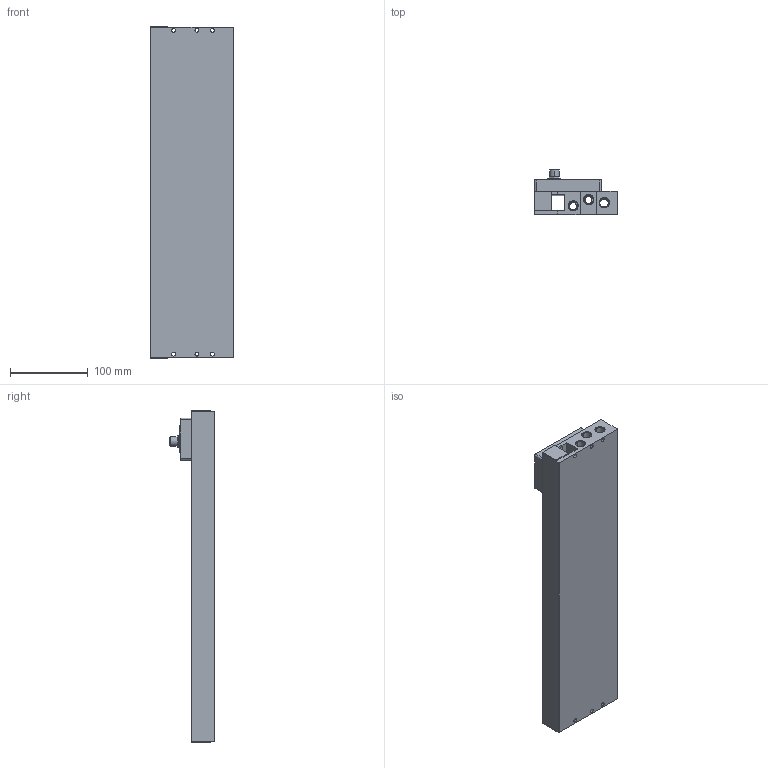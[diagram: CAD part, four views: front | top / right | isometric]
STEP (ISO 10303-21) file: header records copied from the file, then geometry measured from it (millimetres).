
FILE_DESCRIPTION (( 'STEP AP203' ), '1' );
FILE_NAME ('ES2V-22FLK32.STEP', '2022-07-27T13:43:43', ( '' ), ( '' ), 'SwSTEP 2.0', 'SolidWorks 2022', '' );
FILE_SCHEMA (( 'CONFIG_CONTROL_DESIGN' ));
Length unit declared in the file: millimetre
Products named in the file (1): ES2V-22FLK32
Bounding box: 106.7 x 58.4 x 427 mm (x, y, z)
Volume: 1173287.2 mm3; surface area: 203114.5 mm2
Topology: 1 solids, 1 shells, 409 faces, 978 edges, 640 vertices
Faces by surface type: cylinder 180, plane 109, cone 108, bspline 12
Entity records: 12379 total; most frequent: DIRECTION 2340, CARTESIAN_POINT 2244, ORIENTED_EDGE 1956, EDGE_CURVE 978, AXIS2_PLACEMENT_3D 976, VERTEX_POINT 640, CIRCLE 578, EDGE_LOOP 502
